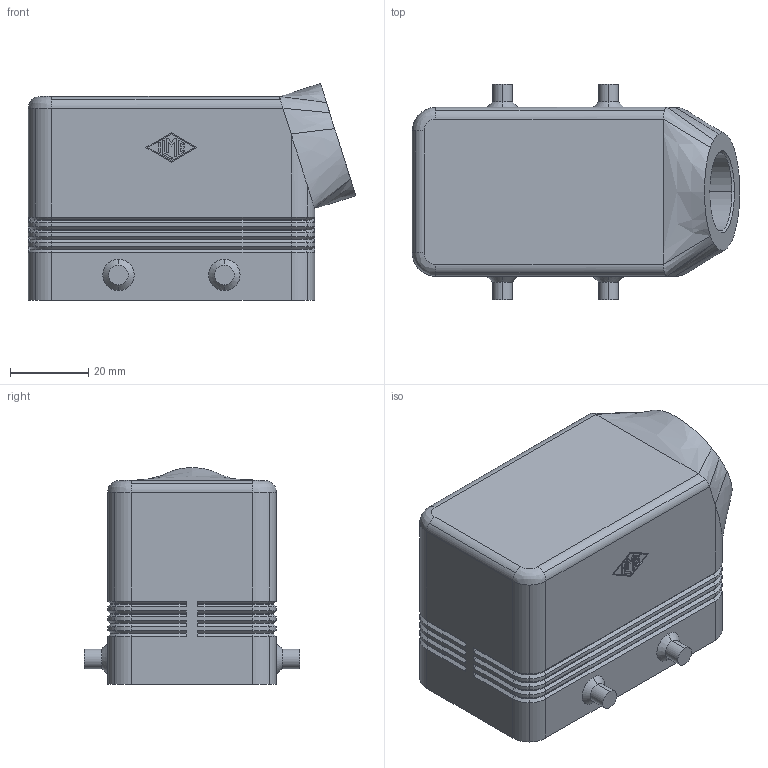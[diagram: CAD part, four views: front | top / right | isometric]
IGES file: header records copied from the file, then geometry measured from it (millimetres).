
Global section: file name: No Iges File Name specified; native system: AutoDesk Inventor R6.1; preprocessor: AutoDesk Inventor Iges Exporter R6.1; author: No Author specified; organization: No Organization specified; date: 20070105.121347; units: millimetre
Bounding box: 83.49 x 55 x 55.3 mm (x, y, z)
Volume: 55205.2 mm3; surface area: 29422.9 mm2
Topology: 1 solids, 1 shells, 388 faces, 917 edges, 542 vertices
Faces by surface type: plane 145, bspline 80, cone 68, cylinder 67, revolution 28
